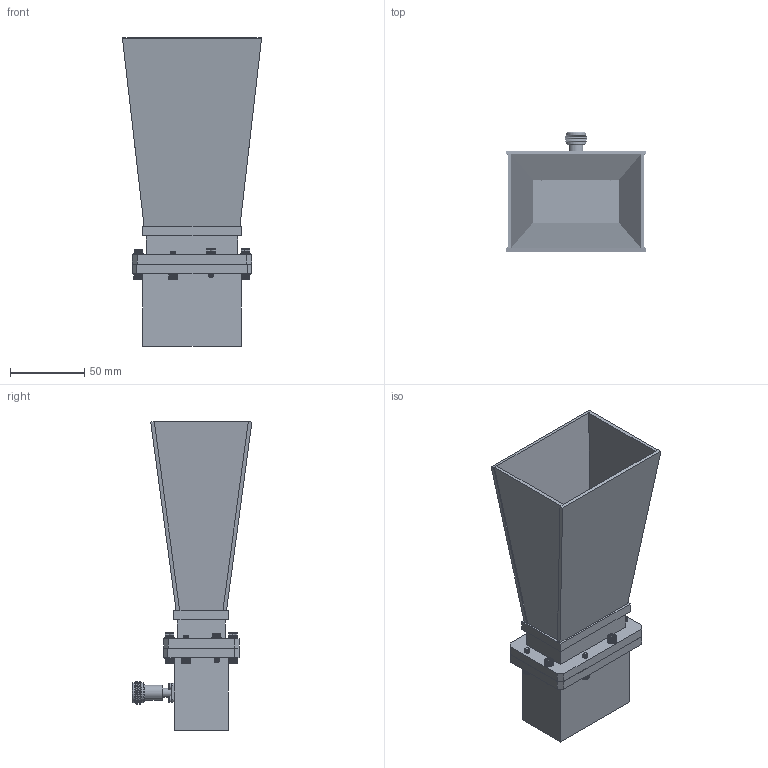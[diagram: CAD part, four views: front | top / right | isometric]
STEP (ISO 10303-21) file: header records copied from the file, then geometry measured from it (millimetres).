
FILE_DESCRIPTION (( 'STEP AP214' ), '1' );
FILE_NAME ('PE9862-NF-10_3D.STEP', '2021-05-24T16:37:00', ( '' ), ( '' ), 'SwSTEP 2.0', 'SolidWorks 2020', '' );
FILE_SCHEMA (( 'AUTOMOTIVE_DESIGN' ));
Length unit declared in the file: inch
Products named in the file (10): PE9862-NF-10_3D; PE9862B-10; Copy of 112-N^Copy of 062-N CON_PE9823; Copy of 062-N CON^PE9823; PE9823; Copy of 229-01676^PE9823; Copy of 112-N-PANEL^Copy of 062-N CON_PE9823; 6-LW; 6-32SH-HXx.625_92196A150; Copy of 06142-con screw^Copy of 062-N CON_PE9823
Assembly tree (26 placements, depth 4):
  PE9862-NF-10_3D
    PE9823
      Copy of 229-01676^PE9823
      Copy of 062-N CON^PE9823
        Copy of 06142-con screw^Copy of 062-N CON_PE9823  x4
        Copy of 112-N^Copy of 062-N CON_PE9823
        Copy of 112-N-PANEL^Copy of 062-N CON_PE9823
    PE9862B-10
    6-32SH-HXx.625_92196A150  x8
    6-LW  x8
Bounding box: 93.62 x 80.47 x 207.77 mm (x, y, z)
Volume: 172928.4 mm3; surface area: 113765.2 mm2
Topology: 24 solids, 24 shells, 1880 faces, 4334 edges, 2531 vertices
Faces by surface type: plane 1209, cone 562, cylinder 89, bspline 20
Full cylindrical faces by diameter (mm): 1.7 x1, 2 x1, 2.7 x4, 3.04 x1, 3.505 x4, 3.7 x4, 3.759 x4, 4 x5, 4.3 x4, 6 x1, 7 x1, 10 x1, 13.5 x2
Entity records: 14098 total; most frequent: CARTESIAN_POINT 4587, ORIENTED_EDGE 1578, DIRECTION 1488, EDGE_CURVE 789, AXIS2_PLACEMENT_3D 566, VERTEX_POINT 505, EDGE_LOOP 470, FACE_OUTER_BOUND 392
